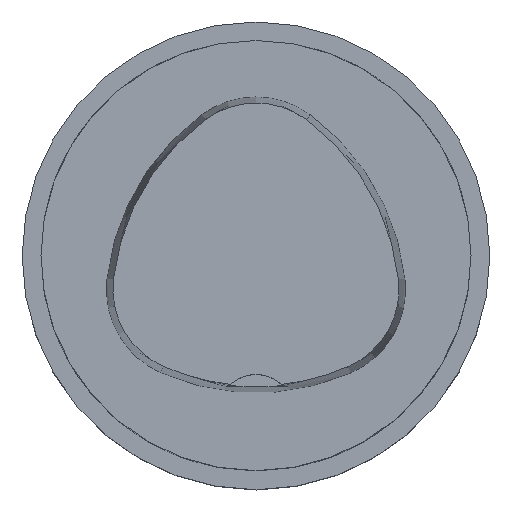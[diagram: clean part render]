
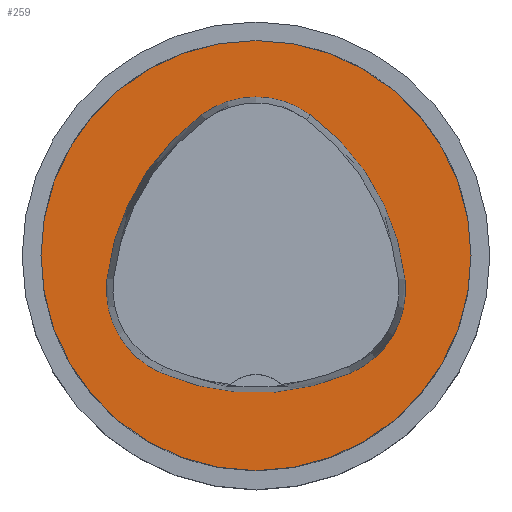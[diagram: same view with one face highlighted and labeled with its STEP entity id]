
A CAD part, top view. The second image highlights one B-rep face of the part: STEP entity #259.
In plain terms, the highlighted planar face has unit normal (0, 0, 1).
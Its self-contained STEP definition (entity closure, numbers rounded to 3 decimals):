
#259=ADVANCED_FACE('',(#398,#399),#302,.T.);
#302=PLANE('',#1148);
#398=FACE_BOUND('',#500,.T.);
#399=FACE_BOUND('',#501,.T.);
#500=EDGE_LOOP('',(#697,#698,#699,#700,#701,#702));
#501=EDGE_LOOP('',(#703));
#697=ORIENTED_EDGE('',*,*,#944,.T.);
#698=ORIENTED_EDGE('',*,*,#924,.T.);
#699=ORIENTED_EDGE('',*,*,#928,.T.);
#700=ORIENTED_EDGE('',*,*,#931,.T.);
#701=ORIENTED_EDGE('',*,*,#934,.T.);
#702=ORIENTED_EDGE('',*,*,#942,.T.);
#703=ORIENTED_EDGE('',*,*,#915,.F.);
#818=VERTEX_POINT('',#1685);
#827=VERTEX_POINT('',#1704);
#828=VERTEX_POINT('',#1705);
#831=VERTEX_POINT('',#1713);
#833=VERTEX_POINT('',#1719);
#835=VERTEX_POINT('',#1725);
#842=VERTEX_POINT('',#1746);
#915=EDGE_CURVE('',#818,#818,#996,.T.);
#924=EDGE_CURVE('',#827,#828,#997,.T.);
#928=EDGE_CURVE('',#828,#831,#999,.T.);
#931=EDGE_CURVE('',#831,#833,#1001,.T.);
#934=EDGE_CURVE('',#833,#835,#1003,.T.);
#942=EDGE_CURVE('',#835,#842,#1007,.T.);
#944=EDGE_CURVE('',#842,#827,#1009,.T.);
#996=CIRCLE('',#1120,40.);
#997=CIRCLE('',#1126,44.);
#999=CIRCLE('',#1129,17.);
#1001=CIRCLE('',#1132,44.);
#1003=CIRCLE('',#1135,17.);
#1007=CIRCLE('',#1140,44.);
#1009=CIRCLE('',#1143,17.);
#1120=AXIS2_PLACEMENT_3D('',#1684,#1376,#1377);
#1126=AXIS2_PLACEMENT_3D('',#1703,#1392,#1393);
#1129=AXIS2_PLACEMENT_3D('',#1712,#1400,#1401);
#1132=AXIS2_PLACEMENT_3D('',#1718,#1407,#1408);
#1135=AXIS2_PLACEMENT_3D('',#1724,#1414,#1415);
#1140=AXIS2_PLACEMENT_3D('',#1747,#1426,#1427);
#1143=AXIS2_PLACEMENT_3D('',#1750,#1432,#1433);
#1148=AXIS2_PLACEMENT_3D('',#1755,#1442,#1443);
#1376=DIRECTION('',(0.,0.,-1.));
#1377=DIRECTION('',(-1.,0.,0.));
#1392=DIRECTION('',(0.,0.,-1.));
#1393=DIRECTION('',(-1.,0.,0.));
#1400=DIRECTION('',(0.,0.,-1.));
#1401=DIRECTION('',(-1.,0.,0.));
#1407=DIRECTION('',(0.,0.,-1.));
#1408=DIRECTION('',(-1.,0.,0.));
#1414=DIRECTION('',(0.,0.,-1.));
#1415=DIRECTION('',(-1.,0.,0.));
#1426=DIRECTION('',(0.,0.,-1.));
#1427=DIRECTION('',(-1.,0.,0.));
#1432=DIRECTION('',(0.,0.,-1.));
#1433=DIRECTION('',(-1.,0.,0.));
#1442=DIRECTION('',(0.,0.,1.));
#1443=DIRECTION('',(1.,0.,0.));
#1684=CARTESIAN_POINT('',(0.,0.,0.));
#1685=CARTESIAN_POINT('',(-40.,0.,0.));
#1703=CARTESIAN_POINT('',(16.01,-9.224,0.));
#1704=CARTESIAN_POINT('',(-27.722,-4.378,0.));
#1705=CARTESIAN_POINT('',(-10.119,26.178,0.));
#1712=CARTESIAN_POINT('',(-0.023,12.5,0.));
#1713=CARTESIAN_POINT('',(10.049,26.194,0.));
#1718=CARTESIAN_POINT('',(-16.021,-9.25,0.));
#1719=CARTESIAN_POINT('',(27.71,-4.394,0.));
#1724=CARTESIAN_POINT('',(10.814,-6.27,0.));
#1725=CARTESIAN_POINT('',(17.611,-21.852,0.));
#1746=CARTESIAN_POINT('',(-17.652,-21.819,0.));
#1747=CARTESIAN_POINT('',(0.017,18.477,0.));
#1750=CARTESIAN_POINT('',(-10.825,-6.25,0.));
#1755=CARTESIAN_POINT('',(0.,0.,0.));
